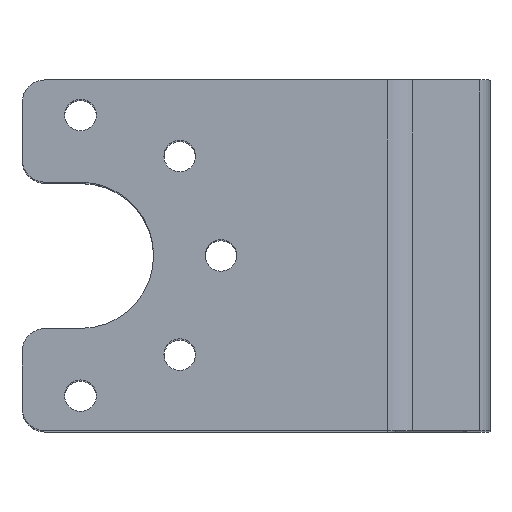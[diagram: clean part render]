
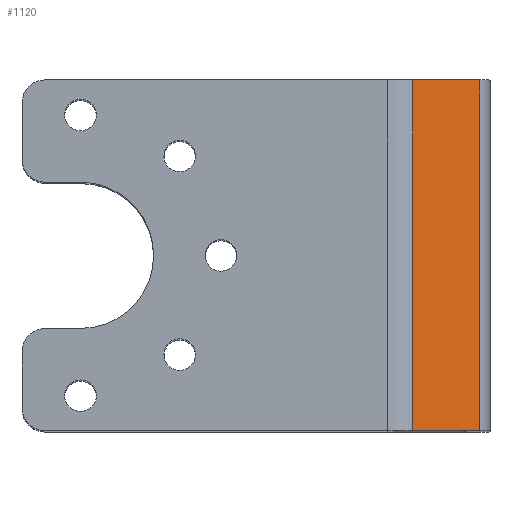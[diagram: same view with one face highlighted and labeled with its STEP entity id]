
A CAD part, top view. The second image highlights one B-rep face of the part: STEP entity #1120.
In plain terms, the highlighted planar face has unit normal (0.707, 0, 0.707).
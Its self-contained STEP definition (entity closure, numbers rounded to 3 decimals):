
#13 = LINE ( 'NONE', #865, #1804 ) ;
#49 = DIRECTION ( 'NONE',  ( 0.707, 0., -0.707 ) ) ;
#181 = CARTESIAN_POINT ( 'NONE',  ( -0.879, 15., 26.127 ) ) ;
#264 = VECTOR ( 'NONE', #49, 1000. ) ;
#298 = EDGE_CURVE ( 'NONE', #1568, #1002, #1097, .T. ) ;
#299 = EDGE_CURVE ( 'NONE', #2018, #1568, #2385, .T. ) ;
#424 = VECTOR ( 'NONE', #1917, 1000. ) ;
#477 = DIRECTION ( 'NONE',  ( 0.707, 0., -0.707 ) ) ;
#628 = CARTESIAN_POINT ( 'NONE',  ( -6.623, -15., 31.871 ) ) ;
#683 = FACE_OUTER_BOUND ( 'NONE', #2343, .T. ) ;
#712 = CARTESIAN_POINT ( 'NONE',  ( 0., 15., 25.248 ) ) ;
#763 = EDGE_CURVE ( 'NONE', #2374, #1002, #13, .T. ) ;
#767 = CARTESIAN_POINT ( 'NONE',  ( -0.879, -15., 26.127 ) ) ;
#812 = ORIENTED_EDGE ( 'NONE', *, *, #763, .F. ) ;
#850 = AXIS2_PLACEMENT_3D ( 'NONE', #712, #918, #1572 ) ;
#865 = CARTESIAN_POINT ( 'NONE',  ( 0., 15., 25.248 ) ) ;
#918 = DIRECTION ( 'NONE',  ( -0.707, 0., -0.707 ) ) ;
#1002 = VERTEX_POINT ( 'NONE', #181 ) ;
#1015 = ORIENTED_EDGE ( 'NONE', *, *, #2050, .T. ) ;
#1037 = LINE ( 'NONE', #1469, #424 ) ;
#1097 = LINE ( 'NONE', #1955, #1657 ) ;
#1120 = ADVANCED_FACE ( 'NONE', ( #683 ), #2434, .F. ) ;
#1469 = CARTESIAN_POINT ( 'NONE',  ( -6.623, 15., 31.871 ) ) ;
#1554 = ORIENTED_EDGE ( 'NONE', *, *, #298, .T. ) ;
#1568 = VERTEX_POINT ( 'NONE', #767 ) ;
#1572 = DIRECTION ( 'NONE',  ( -0.707, 0., 0.707 ) ) ;
#1657 = VECTOR ( 'NONE', #1715, 1000. ) ;
#1666 = CARTESIAN_POINT ( 'NONE',  ( -6.623, 15., 31.871 ) ) ;
#1715 = DIRECTION ( 'NONE',  ( 0., 1., 0. ) ) ;
#1762 = ORIENTED_EDGE ( 'NONE', *, *, #299, .T. ) ;
#1804 = VECTOR ( 'NONE', #477, 1000. ) ;
#1917 = DIRECTION ( 'NONE',  ( 0., -1., 0. ) ) ;
#1955 = CARTESIAN_POINT ( 'NONE',  ( -0.879, 15., 26.127 ) ) ;
#2018 = VERTEX_POINT ( 'NONE', #628 ) ;
#2050 = EDGE_CURVE ( 'NONE', #2374, #2018, #1037, .T. ) ;
#2343 = EDGE_LOOP ( 'NONE', ( #1762, #1554, #812, #1015 ) ) ;
#2374 = VERTEX_POINT ( 'NONE', #1666 ) ;
#2385 = LINE ( 'NONE', #2592, #264 ) ;
#2434 = PLANE ( 'NONE',  #850 ) ;
#2592 = CARTESIAN_POINT ( 'NONE',  ( 0., -15., 25.248 ) ) ;
